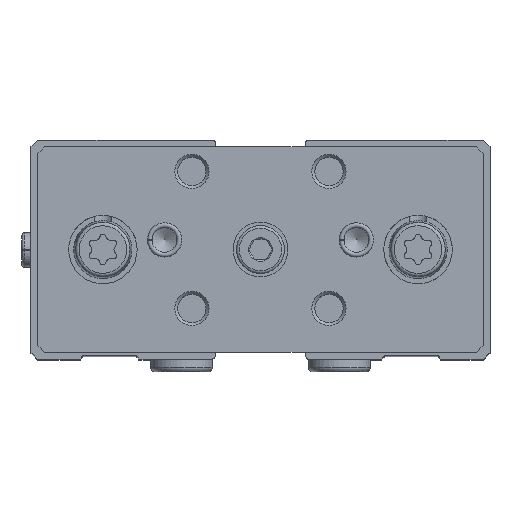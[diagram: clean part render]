
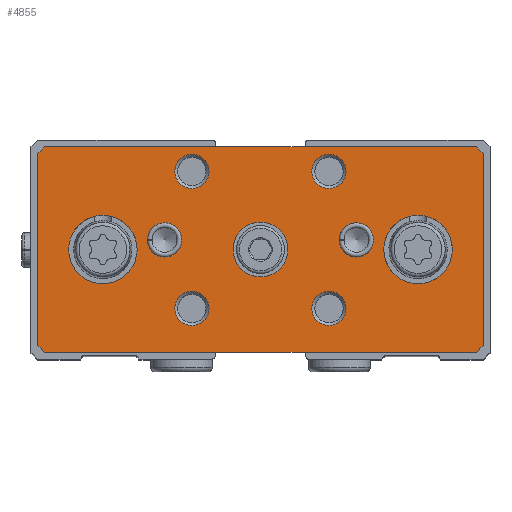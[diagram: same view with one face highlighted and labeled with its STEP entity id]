
A CAD part, top view. The second image highlights one B-rep face of the part: STEP entity #4855.
In plain terms, the highlighted face is planar.
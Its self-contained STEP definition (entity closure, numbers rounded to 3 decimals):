
#494=CIRCLE('',#5437,4.);
#495=CIRCLE('',#5438,5.);
#496=CIRCLE('',#5439,5.);
#497=CIRCLE('',#5440,2.5);
#498=CIRCLE('',#5441,2.5);
#499=CIRCLE('',#5442,2.5);
#500=CIRCLE('',#5443,2.5);
#501=CIRCLE('',#5444,2.5);
#502=CIRCLE('',#5445,2.5);
#1454=ORIENTED_EDGE('',*,*,#2315,.F.);
#1455=ORIENTED_EDGE('',*,*,#2316,.F.);
#1456=ORIENTED_EDGE('',*,*,#2317,.F.);
#1457=ORIENTED_EDGE('',*,*,#2318,.F.);
#1458=ORIENTED_EDGE('',*,*,#2319,.F.);
#1459=ORIENTED_EDGE('',*,*,#2320,.F.);
#1460=ORIENTED_EDGE('',*,*,#2321,.F.);
#1461=ORIENTED_EDGE('',*,*,#2322,.F.);
#1462=ORIENTED_EDGE('',*,*,#2323,.F.);
#1463=ORIENTED_EDGE('',*,*,#2282,.T.);
#1464=ORIENTED_EDGE('',*,*,#2286,.T.);
#1465=ORIENTED_EDGE('',*,*,#2289,.T.);
#1466=ORIENTED_EDGE('',*,*,#2292,.T.);
#1467=ORIENTED_EDGE('',*,*,#2295,.T.);
#1468=ORIENTED_EDGE('',*,*,#2298,.T.);
#1469=ORIENTED_EDGE('',*,*,#2303,.T.);
#1470=ORIENTED_EDGE('',*,*,#2306,.T.);
#2282=EDGE_CURVE('',#2821,#2822,#3172,.T.);
#2286=EDGE_CURVE('',#2822,#2825,#3176,.T.);
#2289=EDGE_CURVE('',#2825,#2827,#3179,.T.);
#2292=EDGE_CURVE('',#2827,#2829,#3182,.T.);
#2295=EDGE_CURVE('',#2829,#2831,#3185,.T.);
#2298=EDGE_CURVE('',#2831,#2833,#3188,.T.);
#2303=EDGE_CURVE('',#2833,#2837,#3191,.T.);
#2306=EDGE_CURVE('',#2837,#2821,#3194,.T.);
#2315=EDGE_CURVE('',#2846,#2846,#494,.T.);
#2316=EDGE_CURVE('',#2847,#2847,#495,.T.);
#2317=EDGE_CURVE('',#2848,#2848,#496,.T.);
#2318=EDGE_CURVE('',#2849,#2849,#497,.T.);
#2319=EDGE_CURVE('',#2850,#2850,#498,.T.);
#2320=EDGE_CURVE('',#2851,#2851,#499,.T.);
#2321=EDGE_CURVE('',#2852,#2852,#500,.T.);
#2322=EDGE_CURVE('',#2853,#2853,#501,.T.);
#2323=EDGE_CURVE('',#2854,#2854,#502,.T.);
#2821=VERTEX_POINT('',#8207);
#2822=VERTEX_POINT('',#8208);
#2825=VERTEX_POINT('',#8216);
#2827=VERTEX_POINT('',#8222);
#2829=VERTEX_POINT('',#8228);
#2831=VERTEX_POINT('',#8234);
#2833=VERTEX_POINT('',#8240);
#2837=VERTEX_POINT('',#8250);
#2846=VERTEX_POINT('',#8274);
#2847=VERTEX_POINT('',#8276);
#2848=VERTEX_POINT('',#8278);
#2849=VERTEX_POINT('',#8280);
#2850=VERTEX_POINT('',#8282);
#2851=VERTEX_POINT('',#8284);
#2852=VERTEX_POINT('',#8286);
#2853=VERTEX_POINT('',#8288);
#2854=VERTEX_POINT('',#8290);
#3172=LINE('',#8206,#3486);
#3176=LINE('',#8215,#3490);
#3179=LINE('',#8221,#3493);
#3182=LINE('',#8227,#3496);
#3185=LINE('',#8233,#3499);
#3188=LINE('',#8239,#3502);
#3191=LINE('',#8249,#3505);
#3194=LINE('',#8255,#3508);
#3486=VECTOR('',#6648,1000.);
#3490=VECTOR('',#6654,1000.);
#3493=VECTOR('',#6659,1000.);
#3496=VECTOR('',#6664,1000.);
#3499=VECTOR('',#6669,1000.);
#3502=VECTOR('',#6674,1000.);
#3505=VECTOR('',#6683,1000.);
#3508=VECTOR('',#6688,1000.);
#3889=EDGE_LOOP('',(#1454));
#3890=EDGE_LOOP('',(#1455));
#3891=EDGE_LOOP('',(#1456));
#3892=EDGE_LOOP('',(#1457));
#3893=EDGE_LOOP('',(#1458));
#3894=EDGE_LOOP('',(#1459));
#3895=EDGE_LOOP('',(#1460));
#3896=EDGE_LOOP('',(#1461));
#3897=EDGE_LOOP('',(#1462));
#3898=EDGE_LOOP('',(#1463,#1464,#1465,#1466,#1467,#1468,#1469,#1470));
#4362=FACE_BOUND('',#3889,.T.);
#4363=FACE_BOUND('',#3890,.T.);
#4364=FACE_BOUND('',#3891,.T.);
#4365=FACE_BOUND('',#3892,.T.);
#4366=FACE_BOUND('',#3893,.T.);
#4367=FACE_BOUND('',#3894,.T.);
#4368=FACE_BOUND('',#3895,.T.);
#4369=FACE_BOUND('',#3896,.T.);
#4370=FACE_BOUND('',#3897,.T.);
#4371=FACE_BOUND('',#3898,.T.);
#4619=PLANE('',#5436);
#4855=ADVANCED_FACE('',(#4362,#4363,#4364,#4365,#4366,#4367,#4368,#4369,
#4370,#4371),#4619,.T.);
#5436=AXIS2_PLACEMENT_3D('',#8272,#6706,#6707);
#5437=AXIS2_PLACEMENT_3D('',#8273,#6708,#6709);
#5438=AXIS2_PLACEMENT_3D('',#8275,#6710,#6711);
#5439=AXIS2_PLACEMENT_3D('',#8277,#6712,#6713);
#5440=AXIS2_PLACEMENT_3D('',#8279,#6714,#6715);
#5441=AXIS2_PLACEMENT_3D('',#8281,#6716,#6717);
#5442=AXIS2_PLACEMENT_3D('',#8283,#6718,#6719);
#5443=AXIS2_PLACEMENT_3D('',#8285,#6720,#6721);
#5444=AXIS2_PLACEMENT_3D('',#8287,#6722,#6723);
#5445=AXIS2_PLACEMENT_3D('',#8289,#6724,#6725);
#6648=DIRECTION('',(0.,-1.,0.));
#6654=DIRECTION('',(0.,-0.707,-0.707));
#6659=DIRECTION('',(0.,0.,-1.));
#6664=DIRECTION('',(0.,0.707,-0.707));
#6669=DIRECTION('',(0.,1.,0.));
#6674=DIRECTION('',(0.,0.707,0.707));
#6683=DIRECTION('',(0.,0.,1.));
#6688=DIRECTION('',(0.,-0.707,0.707));
#6706=DIRECTION('',(1.,0.,0.));
#6707=DIRECTION('',(0.,0.,-1.));
#6708=DIRECTION('',(1.,0.,0.));
#6709=DIRECTION('',(0.,1.,0.));
#6710=DIRECTION('',(1.,0.,0.));
#6711=DIRECTION('',(0.,0.,-1.));
#6712=DIRECTION('',(1.,0.,0.));
#6713=DIRECTION('',(0.,0.,-1.));
#6714=DIRECTION('',(1.,0.,0.));
#6715=DIRECTION('',(0.,0.,-1.));
#6716=DIRECTION('',(1.,0.,0.));
#6717=DIRECTION('',(0.,0.,-1.));
#6718=DIRECTION('',(1.,0.,0.));
#6719=DIRECTION('',(0.,0.,-1.));
#6720=DIRECTION('',(1.,0.,0.));
#6721=DIRECTION('',(0.,0.,-1.));
#6722=DIRECTION('',(1.,0.,0.));
#6723=DIRECTION('',(0.,0.,-1.));
#6724=DIRECTION('',(1.,0.,0.));
#6725=DIRECTION('',(0.,0.,-1.));
#8206=CARTESIAN_POINT('',(12.,14.,32.5));
#8207=CARTESIAN_POINT('',(12.,14.,32.5));
#8208=CARTESIAN_POINT('',(12.,-14.,32.5));
#8215=CARTESIAN_POINT('',(12.,-14.,32.5));
#8216=CARTESIAN_POINT('',(12.,-15.,31.5));
#8221=CARTESIAN_POINT('',(12.,-15.,31.5));
#8222=CARTESIAN_POINT('',(12.,-15.,-31.5));
#8227=CARTESIAN_POINT('',(12.,-15.,-31.5));
#8228=CARTESIAN_POINT('',(12.,-14.,-32.5));
#8233=CARTESIAN_POINT('',(12.,-14.,-32.5));
#8234=CARTESIAN_POINT('',(12.,14.,-32.5));
#8239=CARTESIAN_POINT('',(12.,14.,-32.5));
#8240=CARTESIAN_POINT('',(12.,15.,-31.5));
#8249=CARTESIAN_POINT('',(12.,15.,-31.5));
#8250=CARTESIAN_POINT('',(12.,15.,31.5));
#8255=CARTESIAN_POINT('',(12.,15.,31.5));
#8272=CARTESIAN_POINT('',(12.,0.,0.));
#8273=CARTESIAN_POINT('',(12.,0.,0.));
#8274=CARTESIAN_POINT('',(12.,4.,0.));
#8275=CARTESIAN_POINT('',(12.,0.,23.));
#8276=CARTESIAN_POINT('',(12.,0.,18.));
#8277=CARTESIAN_POINT('',(12.,0.,-23.));
#8278=CARTESIAN_POINT('',(12.,0.,-28.));
#8279=CARTESIAN_POINT('',(12.,1.4,14.));
#8280=CARTESIAN_POINT('',(12.,1.4,11.5));
#8281=CARTESIAN_POINT('',(12.,1.4,-14.));
#8282=CARTESIAN_POINT('',(12.,1.4,-16.5));
#8283=CARTESIAN_POINT('',(12.,11.4,-10.));
#8284=CARTESIAN_POINT('',(12.,11.4,-12.5));
#8285=CARTESIAN_POINT('',(12.,11.4,10.));
#8286=CARTESIAN_POINT('',(12.,11.4,7.5));
#8287=CARTESIAN_POINT('',(12.,-8.6,-10.));
#8288=CARTESIAN_POINT('',(12.,-8.6,-12.5));
#8289=CARTESIAN_POINT('',(12.,-8.6,10.));
#8290=CARTESIAN_POINT('',(12.,-8.6,7.5));
